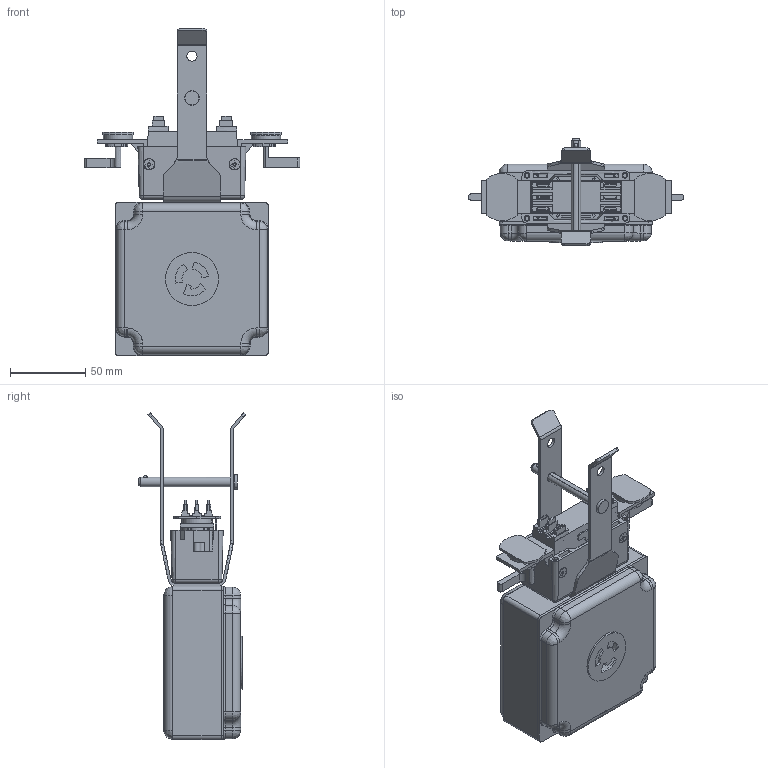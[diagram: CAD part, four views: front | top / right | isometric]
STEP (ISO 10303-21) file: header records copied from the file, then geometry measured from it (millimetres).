
FILE_DESCRIPTION(/* description */ (''),/* implementation_level */ '2;1');
FILE_NAME(/* name */ 'BusductDrop_busSTRUT_MD20-3-240-JF-OB-ST-(F)(L6-20).stp',/* time_stamp */ '2024-10-23T14:37:14+03:00',/* author */ ('fkris'),/* organization */ (''),/* preprocessor_version */ 'ST-DEVELOPER v18.1',/* originating_system */ 'Autodesk Inventor 2021',/* authorisation */ '');
FILE_SCHEMA (('AUTOMOTIVE_DESIGN { 1 0 10303 214 3 1 1 }'));
Length unit declared in the file: foot
Products named in the file (70): BusductDrop_busSTRUT_MD20-3-240-JF-OB-ST-(F)(L6-20); BusductDrop_busSTRUT_MD20-3-240-JF-OB-ST-(F)(L6-20)_1_1; BusductDrop_busSTRUT_MD20-3-240-JF-OB-ST-(F)(L6-20)_1; BusductDrop_busSTRUT_MD20-3-240-JF-OB-ST-(F)(L6-20)_1_2; BusductDrop_busSTRUT_MD20-3-240-JF-OB-ST-(F)(L6-20)_2; BusductDrop_busSTRUT_MD20-3-240-JF-OB-ST-(F)(L6-20)_3; BusductDrop_busSTRUT_MD20-3-240-JF-OB-ST-(F)(L6-20)_4; BusductDrop_busSTRUT_MD20-3-240-JF-OB-ST-(F)(L6-20)_5; BusductDrop_busSTRUT_MD20-3-240-JF-OB-ST-(F)(L6-20)_6; BusductDrop_busSTRUT_MD20-3-240-JF-OB-ST-(F)(L6-20)_7; BusductDrop_busSTRUT_MD20-3-240-JF-OB-ST-(F)(L6-20)_8; BusductDrop_busSTRUT_MD20-3-240-JF-OB-ST-(F)(L6-20)_9; BusductDrop_busSTRUT_MD20-3-240-JF-OB-ST-(F)(L6-20)_10; BusductDrop_busSTRUT_MD20-3-240-JF-OB-ST-(F)(L6-20)_11; BusductDrop_busSTRUT_MD20-3-240-JF-OB-ST-(F)(L6-20)_12; BusductDrop_busSTRUT_MD20-3-240-JF-OB-ST-(F)(L6-20)_13; BusductDrop_busSTRUT_MD20-3-240-JF-OB-ST-(F)(L6-20)_14; BusductDrop_busSTRUT_MD20-3-240-JF-OB-ST-(F)(L6-20)_15; BusductDrop_busSTRUT_MD20-3-240-JF-OB-ST-(F)(L6-20)_16; BusductDrop_busSTRUT_MD20-3-240-JF-OB-ST-(F)(L6-20)_17; BusductDrop_busSTRUT_MD20-3-240-JF-OB-ST-(F)(L6-20)_18; BusductDrop_busSTRUT_MD20-3-240-JF-OB-ST-(F)(L6-20)_19; BusductDrop_busSTRUT_MD20-3-240-JF-OB-ST-(F)(L6-20)_20; BusductDrop_busSTRUT_MD20-3-240-JF-OB-ST-(F)(L6-20)_21; BusductDrop_busSTRUT_MD20-3-240-JF-OB-ST-(F)(L6-20)_22; BusductDrop_busSTRUT_MD20-3-240-JF-OB-ST-(F)(L6-20)_23; BusductDrop_busSTRUT_MD20-3-240-JF-OB-ST-(F)(L6-20)_24; BusductDrop_busSTRUT_MD20-3-240-JF-OB-ST-(F)(L6-20)_25; BusductDrop_busSTRUT_MD20-3-240-JF-OB-ST-(F)(L6-20)_26; BusductDrop_busSTRUT_MD20-3-240-JF-OB-ST-(F)(L6-20)_27; BusductDrop_busSTRUT_MD20-3-240-JF-OB-ST-(F)(L6-20)_28; BusductDrop_busSTRUT_MD20-3-240-JF-OB-ST-(F)(L6-20)_29; BusductDrop_busSTRUT_MD20-3-240-JF-OB-ST-(F)(L6-20)_30; BusductDrop_busSTRUT_MD20-3-240-JF-OB-ST-(F)(L6-20)_31; BusductDrop_busSTRUT_MD20-3-240-JF-OB-ST-(F)(L6-20)_32; BusductDrop_busSTRUT_MD20-3-240-JF-OB-ST-(F)(L6-20)_33; BusductDrop_busSTRUT_MD20-3-240-JF-OB-ST-(F)(L6-20)_34; BusductDrop_busSTRUT_MD20-3-240-JF-OB-ST-(F)(L6-20)_35; BusductDrop_busSTRUT_MD20-3-240-JF-OB-ST-(F)(L6-20)_36; BusductDrop_busSTRUT_MD20-3-240-JF-OB-ST-(F)(L6-20)_37 ...
Assembly tree (69 placements, depth 2):
  BusductDrop_busSTRUT_MD20-3-240-JF-OB-ST-(F)(L6-20)
    BusductDrop_busSTRUT_MD20-3-240-JF-OB-ST-(F)(L6-20)_1_1
    BusductDrop_busSTRUT_MD20-3-240-JF-OB-ST-(F)(L6-20)_1
    BusductDrop_busSTRUT_MD20-3-240-JF-OB-ST-(F)(L6-20)_1_2
    BusductDrop_busSTRUT_MD20-3-240-JF-OB-ST-(F)(L6-20)_2
    BusductDrop_busSTRUT_MD20-3-240-JF-OB-ST-(F)(L6-20)_3
    BusductDrop_busSTRUT_MD20-3-240-JF-OB-ST-(F)(L6-20)_4
    BusductDrop_busSTRUT_MD20-3-240-JF-OB-ST-(F)(L6-20)_5
    BusductDrop_busSTRUT_MD20-3-240-JF-OB-ST-(F)(L6-20)_6
    BusductDrop_busSTRUT_MD20-3-240-JF-OB-ST-(F)(L6-20)_7
    BusductDrop_busSTRUT_MD20-3-240-JF-OB-ST-(F)(L6-20)_8
    BusductDrop_busSTRUT_MD20-3-240-JF-OB-ST-(F)(L6-20)_9
    BusductDrop_busSTRUT_MD20-3-240-JF-OB-ST-(F)(L6-20)_10
    BusductDrop_busSTRUT_MD20-3-240-JF-OB-ST-(F)(L6-20)_11
    BusductDrop_busSTRUT_MD20-3-240-JF-OB-ST-(F)(L6-20)_12
    BusductDrop_busSTRUT_MD20-3-240-JF-OB-ST-(F)(L6-20)_13
    BusductDrop_busSTRUT_MD20-3-240-JF-OB-ST-(F)(L6-20)_14
    BusductDrop_busSTRUT_MD20-3-240-JF-OB-ST-(F)(L6-20)_15
    BusductDrop_busSTRUT_MD20-3-240-JF-OB-ST-(F)(L6-20)_16
    BusductDrop_busSTRUT_MD20-3-240-JF-OB-ST-(F)(L6-20)_17
    BusductDrop_busSTRUT_MD20-3-240-JF-OB-ST-(F)(L6-20)_18
    BusductDrop_busSTRUT_MD20-3-240-JF-OB-ST-(F)(L6-20)_19
    BusductDrop_busSTRUT_MD20-3-240-JF-OB-ST-(F)(L6-20)_20
    BusductDrop_busSTRUT_MD20-3-240-JF-OB-ST-(F)(L6-20)_21
    BusductDrop_busSTRUT_MD20-3-240-JF-OB-ST-(F)(L6-20)_22
    BusductDrop_busSTRUT_MD20-3-240-JF-OB-ST-(F)(L6-20)_23
    BusductDrop_busSTRUT_MD20-3-240-JF-OB-ST-(F)(L6-20)_24
    BusductDrop_busSTRUT_MD20-3-240-JF-OB-ST-(F)(L6-20)_25
    BusductDrop_busSTRUT_MD20-3-240-JF-OB-ST-(F)(L6-20)_26
    BusductDrop_busSTRUT_MD20-3-240-JF-OB-ST-(F)(L6-20)_27
    BusductDrop_busSTRUT_MD20-3-240-JF-OB-ST-(F)(L6-20)_28
    BusductDrop_busSTRUT_MD20-3-240-JF-OB-ST-(F)(L6-20)_29
    BusductDrop_busSTRUT_MD20-3-240-JF-OB-ST-(F)(L6-20)_30
    BusductDrop_busSTRUT_MD20-3-240-JF-OB-ST-(F)(L6-20)_31
    BusductDrop_busSTRUT_MD20-3-240-JF-OB-ST-(F)(L6-20)_32
    BusductDrop_busSTRUT_MD20-3-240-JF-OB-ST-(F)(L6-20)_33
    BusductDrop_busSTRUT_MD20-3-240-JF-OB-ST-(F)(L6-20)_34
    BusductDrop_busSTRUT_MD20-3-240-JF-OB-ST-(F)(L6-20)_35
    BusductDrop_busSTRUT_MD20-3-240-JF-OB-ST-(F)(L6-20)_36
    BusductDrop_busSTRUT_MD20-3-240-JF-OB-ST-(F)(L6-20)_37
    BusductDrop_busSTRUT_MD20-3-240-JF-OB-ST-(F)(L6-20)_38
    BusductDrop_busSTRUT_MD20-3-240-JF-OB-ST-(F)(L6-20)_39
    BusductDrop_busSTRUT_MD20-3-240-JF-OB-ST-(F)(L6-20)_40
    BusductDrop_busSTRUT_MD20-3-240-JF-OB-ST-(F)(L6-20)_41
    BusductDrop_busSTRUT_MD20-3-240-JF-OB-ST-(F)(L6-20)_42
    BusductDrop_busSTRUT_MD20-3-240-JF-OB-ST-(F)(L6-20)_43
    BusductDrop_busSTRUT_MD20-3-240-JF-OB-ST-(F)(L6-20)_44
    BusductDrop_busSTRUT_MD20-3-240-JF-OB-ST-(F)(L6-20)_45
    BusductDrop_busSTRUT_MD20-3-240-JF-OB-ST-(F)(L6-20)_46
    BusductDrop_busSTRUT_MD20-3-240-JF-OB-ST-(F)(L6-20)_47
    BusductDrop_busSTRUT_MD20-3-240-JF-OB-ST-(F)(L6-20)_48
    BusductDrop_busSTRUT_MD20-3-240-JF-OB-ST-(F)(L6-20)_49
    BusductDrop_busSTRUT_MD20-3-240-JF-OB-ST-(F)(L6-20)_50
    BusductDrop_busSTRUT_MD20-3-240-JF-OB-ST-(F)(L6-20)_51
    BusductDrop_busSTRUT_MD20-3-240-JF-OB-ST-(F)(L6-20)_52
    BusductDrop_busSTRUT_MD20-3-240-JF-OB-ST-(F)(L6-20)_53
    BusductDrop_busSTRUT_MD20-3-240-JF-OB-ST-(F)(L6-20)_54
    BusductDrop_busSTRUT_MD20-3-240-JF-OB-ST-(F)(L6-20)_55
    BusductDrop_busSTRUT_MD20-3-240-JF-OB-ST-(F)(L6-20)_56
    BusductDrop_busSTRUT_MD20-3-240-JF-OB-ST-(F)(L6-20)_57
Bounding box: 142.88 x 71.41 x 216.87 mm (x, y, z)
Volume: 269852.7 mm3; surface area: 178526.4 mm2
Topology: 73 solids, 85 shells, 1291 faces, 2814 edges, 1641 vertices
Faces by surface type: plane 734, cylinder 365, cone 114, bspline 56, torus 16, sphere 6
Full cylindrical faces by diameter (mm): 3.048 x4, 4.166 x4, 6.299 x1, 6.731 x4, 8.052 x2, 9.525 x1, 12.7 x2, 15.331 x2, 19.395 x2, 20.828 x1, 22.225 x1, 35.139 x2
Entity records: 38983 total; most frequent: CARTESIAN_POINT 8226, DIRECTION 5968, ORIENTED_EDGE 5448, EDGE_CURVE 2727, LINE 2070, VECTOR 2070, AXIS2_PLACEMENT_3D 1949, VERTEX_POINT 1609
